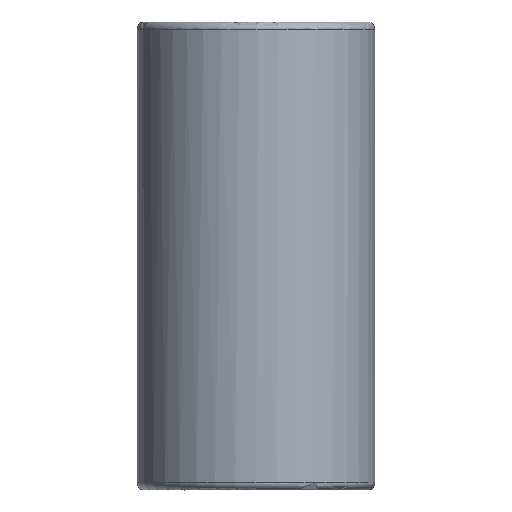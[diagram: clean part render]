
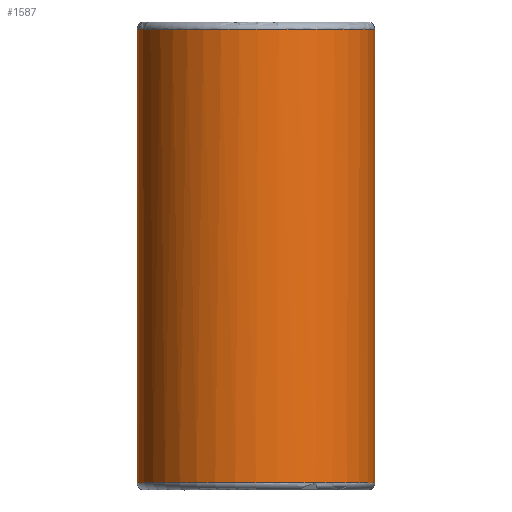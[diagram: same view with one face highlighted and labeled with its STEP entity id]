
A CAD part, front view. The second image highlights one B-rep face of the part: STEP entity #1587.
In plain terms, the highlighted cylindrical face has radius 4.839 mm (diameter 9.678 mm), a full revolution.
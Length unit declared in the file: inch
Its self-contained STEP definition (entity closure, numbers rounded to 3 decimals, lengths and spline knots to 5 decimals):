
#185=LINE('',#2533,#258);
#258=VECTOR('',#1946,0.19051);
#331=CYLINDRICAL_SURFACE('',#1693,0.19051);
#353=FACE_OUTER_BOUND('',#432,.T.);
#432=EDGE_LOOP('',(#1011,#1012,#1013,#1014,#1015,#1016));
#515=CIRCLE('',#1689,0.19051);
#516=CIRCLE('',#1690,0.19051);
#519=CIRCLE('',#1694,0.19051);
#520=CIRCLE('',#1695,0.19051);
#581=VERTEX_POINT('',#2523);
#582=VERTEX_POINT('',#2525);
#584=VERTEX_POINT('',#2532);
#585=VERTEX_POINT('',#2534);
#755=EDGE_CURVE('',#582,#581,#515,.T.);
#756=EDGE_CURVE('',#581,#582,#516,.T.);
#759=EDGE_CURVE('',#581,#584,#185,.T.);
#760=EDGE_CURVE('',#584,#585,#519,.T.);
#761=EDGE_CURVE('',#585,#584,#520,.T.);
#1011=ORIENTED_EDGE('',*,*,#755,.T.);
#1012=ORIENTED_EDGE('',*,*,#759,.T.);
#1013=ORIENTED_EDGE('',*,*,#760,.T.);
#1014=ORIENTED_EDGE('',*,*,#761,.T.);
#1015=ORIENTED_EDGE('',*,*,#759,.F.);
#1016=ORIENTED_EDGE('',*,*,#756,.T.);
#1587=ADVANCED_FACE('',(#353),#331,.T.);
#1689=AXIS2_PLACEMENT_3D('',#2526,#1936,#1937);
#1690=AXIS2_PLACEMENT_3D('',#2527,#1938,#1939);
#1693=AXIS2_PLACEMENT_3D('',#2531,#1944,#1945);
#1694=AXIS2_PLACEMENT_3D('',#2535,#1947,#1948);
#1695=AXIS2_PLACEMENT_3D('',#2536,#1949,#1950);
#1936=DIRECTION('center_axis',(0.,0.,1.));
#1937=DIRECTION('ref_axis',(-1.,0.,0.));
#1938=DIRECTION('center_axis',(0.,0.,1.));
#1939=DIRECTION('ref_axis',(-1.,0.,0.));
#1944=DIRECTION('center_axis',(0.,0.,1.));
#1945=DIRECTION('ref_axis',(1.,0.,0.));
#1946=DIRECTION('',(0.,0.,1.));
#1947=DIRECTION('center_axis',(0.,0.,-1.));
#1948=DIRECTION('ref_axis',(1.,0.,0.));
#1949=DIRECTION('center_axis',(0.,0.,-1.));
#1950=DIRECTION('ref_axis',(1.,0.,0.));
#2523=CARTESIAN_POINT('',(-0.19051,0.,-0.3634));
#2525=CARTESIAN_POINT('',(0.19051,0.,-0.3634));
#2526=CARTESIAN_POINT('Origin',(0.,0.,-0.3634));
#2527=CARTESIAN_POINT('Origin',(0.,0.,-0.3634));
#2531=CARTESIAN_POINT('Origin',(0.,0.,0.38828));
#2532=CARTESIAN_POINT('',(-0.19051,0.,0.3634));
#2533=CARTESIAN_POINT('',(-0.19051,0.,0.38828));
#2534=CARTESIAN_POINT('',(0.00331,-0.19048,0.3634));
#2535=CARTESIAN_POINT('Origin',(0.,0.,0.3634));
#2536=CARTESIAN_POINT('Origin',(0.,0.,0.3634));
